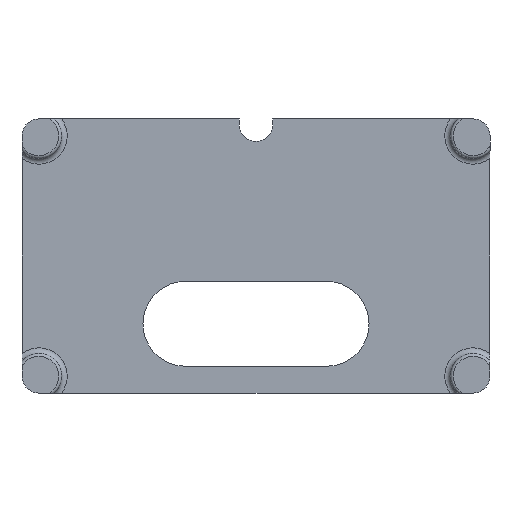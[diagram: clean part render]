
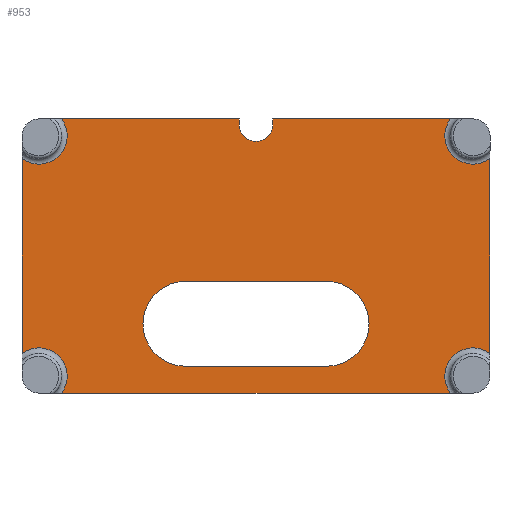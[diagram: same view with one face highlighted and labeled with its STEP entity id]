
A CAD part, left-side view. The second image highlights one B-rep face of the part: STEP entity #953.
In plain terms, the highlighted planar face has unit normal (-1, 0, 0).
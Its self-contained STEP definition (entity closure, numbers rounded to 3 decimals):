
#16=FACE_BOUND('',#297,.T.);
#41=LINE('',#1410,#115);
#54=LINE('',#1486,#128);
#66=LINE('',#1560,#140);
#79=LINE('',#1615,#153);
#102=LINE('',#1769,#176);
#103=LINE('',#1771,#177);
#104=LINE('',#1774,#178);
#105=LINE('',#1777,#179);
#106=LINE('',#1781,#180);
#115=VECTOR('',#1094,10.);
#128=VECTOR('',#1119,10.);
#140=VECTOR('',#1143,10.);
#153=VECTOR('',#1168,10.);
#176=VECTOR('',#1325,10.);
#177=VECTOR('',#1326,10.);
#178=VECTOR('',#1329,10.);
#179=VECTOR('',#1330,10.);
#180=VECTOR('',#1333,10.);
#199=PLANE('',#1067);
#245=FACE_OUTER_BOUND('',#296,.T.);
#296=EDGE_LOOP('',(#835,#836,#837,#838,#839,#840,#841,#842,#843,#844,#845,
#846));
#297=EDGE_LOOP('',(#847,#848,#849,#850));
#321=CIRCLE('',#1004,5.);
#323=CIRCLE('',#1007,5.);
#324=CIRCLE('',#1010,5.);
#325=CIRCLE('',#1012,5.);
#359=CIRCLE('',#1068,3.);
#360=CIRCLE('',#1069,7.5);
#361=CIRCLE('',#1070,7.5);
#384=VERTEX_POINT('',#1398);
#385=VERTEX_POINT('',#1409);
#401=VERTEX_POINT('',#1474);
#402=VERTEX_POINT('',#1485);
#417=VERTEX_POINT('',#1548);
#418=VERTEX_POINT('',#1559);
#433=VERTEX_POINT('',#1612);
#434=VERTEX_POINT('',#1614);
#437=VERTEX_POINT('',#1633);
#438=VERTEX_POINT('',#1646);
#469=VERTEX_POINT('',#1770);
#470=VERTEX_POINT('',#1772);
#471=VERTEX_POINT('',#1775);
#472=VERTEX_POINT('',#1776);
#473=VERTEX_POINT('',#1778);
#474=VERTEX_POINT('',#1780);
#481=EDGE_CURVE('',#384,#385,#41,.T.);
#501=EDGE_CURVE('',#401,#402,#54,.T.);
#520=EDGE_CURVE('',#417,#418,#66,.T.);
#538=EDGE_CURVE('',#433,#434,#79,.T.);
#544=EDGE_CURVE('',#437,#384,#321,.T.);
#547=EDGE_CURVE('',#434,#438,#323,.T.);
#549=EDGE_CURVE('',#385,#401,#324,.T.);
#550=EDGE_CURVE('',#402,#417,#325,.T.);
#603=EDGE_CURVE('',#438,#437,#102,.T.);
#604=EDGE_CURVE('',#469,#433,#103,.T.);
#605=EDGE_CURVE('',#469,#470,#359,.T.);
#606=EDGE_CURVE('',#470,#418,#104,.T.);
#607=EDGE_CURVE('',#471,#472,#105,.T.);
#608=EDGE_CURVE('',#472,#473,#360,.T.);
#609=EDGE_CURVE('',#473,#474,#106,.T.);
#610=EDGE_CURVE('',#474,#471,#361,.T.);
#835=ORIENTED_EDGE('',*,*,#544,.F.);
#836=ORIENTED_EDGE('',*,*,#603,.F.);
#837=ORIENTED_EDGE('',*,*,#547,.F.);
#838=ORIENTED_EDGE('',*,*,#538,.F.);
#839=ORIENTED_EDGE('',*,*,#604,.F.);
#840=ORIENTED_EDGE('',*,*,#605,.T.);
#841=ORIENTED_EDGE('',*,*,#606,.T.);
#842=ORIENTED_EDGE('',*,*,#520,.F.);
#843=ORIENTED_EDGE('',*,*,#550,.F.);
#844=ORIENTED_EDGE('',*,*,#501,.F.);
#845=ORIENTED_EDGE('',*,*,#549,.F.);
#846=ORIENTED_EDGE('',*,*,#481,.F.);
#847=ORIENTED_EDGE('',*,*,#607,.T.);
#848=ORIENTED_EDGE('',*,*,#608,.T.);
#849=ORIENTED_EDGE('',*,*,#609,.T.);
#850=ORIENTED_EDGE('',*,*,#610,.T.);
#953=ADVANCED_FACE('',(#245,#16),#199,.F.);
#1004=AXIS2_PLACEMENT_3D('',#1644,#1177,#1178);
#1007=AXIS2_PLACEMENT_3D('',#1659,#1183,#1184);
#1010=AXIS2_PLACEMENT_3D('',#1663,#1190,#1191);
#1012=AXIS2_PLACEMENT_3D('',#1665,#1194,#1195);
#1067=AXIS2_PLACEMENT_3D('',#1768,#1323,#1324);
#1068=AXIS2_PLACEMENT_3D('',#1773,#1327,#1328);
#1069=AXIS2_PLACEMENT_3D('',#1779,#1331,#1332);
#1070=AXIS2_PLACEMENT_3D('',#1782,#1334,#1335);
#1094=DIRECTION('',(0.,1.,0.));
#1119=DIRECTION('',(0.,0.,1.));
#1143=DIRECTION('',(0.,-1.,0.));
#1168=DIRECTION('',(0.,-1.,0.));
#1177=DIRECTION('center_axis',(-1.,0.,0.));
#1178=DIRECTION('ref_axis',(0.,0.707,0.707));
#1183=DIRECTION('center_axis',(-1.,0.,0.));
#1184=DIRECTION('ref_axis',(0.,0.707,-0.707));
#1190=DIRECTION('center_axis',(-1.,0.,0.));
#1191=DIRECTION('ref_axis',(0.,-0.707,0.707));
#1194=DIRECTION('center_axis',(-1.,0.,0.));
#1195=DIRECTION('ref_axis',(0.,-0.707,-0.707));
#1323=DIRECTION('center_axis',(1.,0.,0.));
#1324=DIRECTION('ref_axis',(0.,1.,0.));
#1325=DIRECTION('',(0.,0.,-1.));
#1326=DIRECTION('',(0.,0.,1.));
#1327=DIRECTION('center_axis',(1.,0.,0.));
#1328=DIRECTION('ref_axis',(0.,1.,0.));
#1329=DIRECTION('',(0.,0.,1.));
#1330=DIRECTION('',(0.,-1.,0.));
#1331=DIRECTION('center_axis',(1.,0.,0.));
#1332=DIRECTION('ref_axis',(0.,0.,
1.));
#1333=DIRECTION('',(0.,1.,0.));
#1334=DIRECTION('center_axis',(1.,0.,0.));
#1335=DIRECTION('ref_axis',(0.,0.,
-1.));
#1398=CARTESIAN_POINT('',(0.,-34.4,-24.25));
#1409=CARTESIAN_POINT('',(0.,34.4,-24.25));
#1410=CARTESIAN_POINT('',(0.,-41.4,-24.25));
#1474=CARTESIAN_POINT('',(0.,41.4,-17.25));
#1485=CARTESIAN_POINT('',(0.,41.4,17.25));
#1486=CARTESIAN_POINT('',(0.,41.4,-24.25));
#1548=CARTESIAN_POINT('',(0.,34.4,24.25));
#1559=CARTESIAN_POINT('',(0.,3.,24.25));
#1560=CARTESIAN_POINT('',(0.,41.4,24.25));
#1612=CARTESIAN_POINT('',(0.,-3.,24.25));
#1614=CARTESIAN_POINT('',(0.,-34.4,24.25));
#1615=CARTESIAN_POINT('',(0.,41.4,24.25));
#1633=CARTESIAN_POINT('',(0.,-41.4,-17.25));
#1644=CARTESIAN_POINT('Origin',(0.,-38.4,-21.25));
#1646=CARTESIAN_POINT('',(0.,-41.4,17.25));
#1659=CARTESIAN_POINT('Origin',(0.,-38.4,21.25));
#1663=CARTESIAN_POINT('Origin',(0.,38.4,-21.25));
#1665=CARTESIAN_POINT('Origin',(0.,38.4,21.25));
#1768=CARTESIAN_POINT('Origin',(0.,0.,0.));
#1769=CARTESIAN_POINT('',(0.,-41.4,24.25));
#1770=CARTESIAN_POINT('',(0.,-3.,23.25));
#1771=CARTESIAN_POINT('',(0.,-3.,23.25));
#1772=CARTESIAN_POINT('',(0.,3.,23.25));
#1773=CARTESIAN_POINT('Origin',(0.,0.,23.25));
#1774=CARTESIAN_POINT('',(0.,3.,23.25));
#1775=CARTESIAN_POINT('',(0.,12.5,-4.5));
#1776=CARTESIAN_POINT('',(0.,-12.5,-4.5));
#1777=CARTESIAN_POINT('',(0.,-6.25,-4.5));
#1778=CARTESIAN_POINT('',(0.,-12.5,-19.5));
#1779=CARTESIAN_POINT('Origin',(0.,-12.5,-12.));
#1780=CARTESIAN_POINT('',(0.,12.5,-19.5));
#1781=CARTESIAN_POINT('',(0.,6.25,-19.5));
#1782=CARTESIAN_POINT('Origin',(0.,12.5,-12.));
